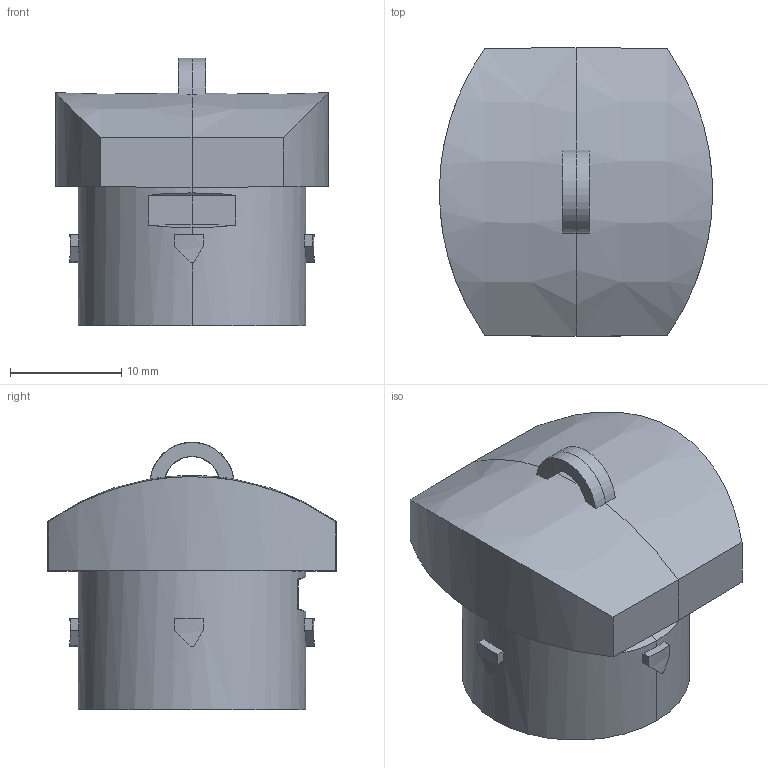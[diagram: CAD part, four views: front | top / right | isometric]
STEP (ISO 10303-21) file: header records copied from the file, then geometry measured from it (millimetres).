
FILE_DESCRIPTION(('Creo Elements/Direct Modeling STEP Export'),'2;1');
FILE_NAME('model.stp','2023-11-10T 7:27:37',(''),(''),'Creo Elements/Direct Modeling STEP processor for AP214 (Solid Model)','Creo Elements/Direct Modeling 20.1D 10-Oct-2020 (C) Parametric Technology GmbH','');
FILE_SCHEMA(('AUTOMOTIVE_DESIGN { 1 0 10303 214 1 1 1 1 }'));
Length unit declared in the file: millimetre
Products named in the file (2): IPD_CAP_W26_WP_GY-select
Assembly tree (1 placements, depth 2):
  IPD_CAP_W26_WP_GY-select
    IPD_CAP_W26_WP_GY-select
Bounding box: 24.59 x 26 x 24.09 mm (x, y, z)
Volume: 4363.5 mm3; surface area: 3562 mm2
Topology: 1 solids, 1 shells, 62 faces, 165 edges, 106 vertices
Faces by surface type: plane 39, cylinder 15, cone 8
Entity records: 2248 total; most frequent: CARTESIAN_POINT 663, ORIENTED_EDGE 330, DIRECTION 313, EDGE_CURVE 165, AXIS2_PLACEMENT_3D 121, VERTEX_POINT 106, VECTOR 71, LINE 71
